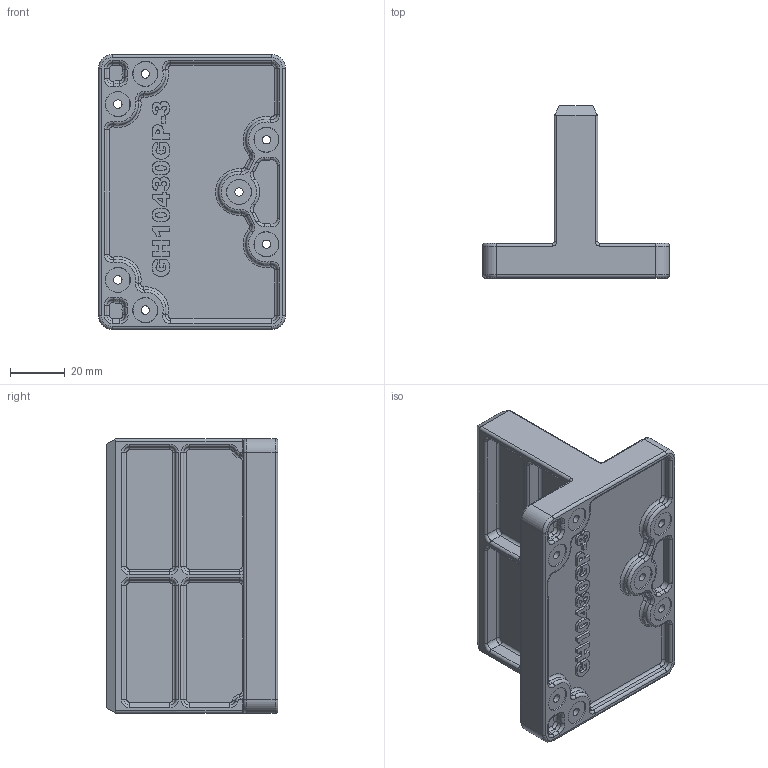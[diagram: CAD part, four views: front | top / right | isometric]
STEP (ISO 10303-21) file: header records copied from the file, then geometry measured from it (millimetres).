
FILE_DESCRIPTION(/* description */ (''),/* implementation_level */ '2;1');
FILE_NAME(/* name */ 'GH10430GP-3.stp',/* time_stamp */ '2019-08-13T10:13:38+02:00',/* author */ ('DOMINIQUE'),/* organization */ (''),/* preprocessor_version */ 'ST-DEVELOPER v17.2',/* originating_system */ 'Autodesk Inventor 2019',/* authorisation */ '');
FILE_SCHEMA (('AUTOMOTIVE_DESIGN { 1 0 10303 214 3 1 1 }'));
Length unit declared in the file: millimetre
Products named in the file (3): GH10430GP-3; VGH10430GP-3; canon percage dia 3
Assembly tree (8 placements, depth 2):
  GH10430GP-3
    VGH10430GP-3
    canon percage dia 3  x7
Bounding box: 68 x 62.5 x 100 mm (x, y, z)
Volume: 86323.4 mm3; surface area: 42257.1 mm2
Topology: 8 solids, 8 shells, 881 faces, 2118 edges, 1293 vertices
Faces by surface type: cylinder 323, plane 206, bspline 183, torus 169
Full cylindrical faces by diameter (mm): 3.05 x7, 6 x7, 6.05 x7, 9 x7, 9.1 x7
Entity records: 27334 total; most frequent: CARTESIAN_POINT 7804, DIRECTION 4191, ORIENTED_EDGE 4048, EDGE_CURVE 2024, AXIS2_PLACEMENT_3D 1689, VERTEX_POINT 1221, CIRCLE 1008, EDGE_LOOP 899
